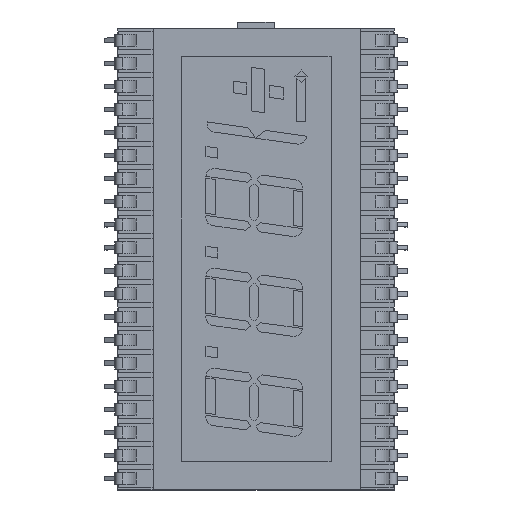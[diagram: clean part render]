
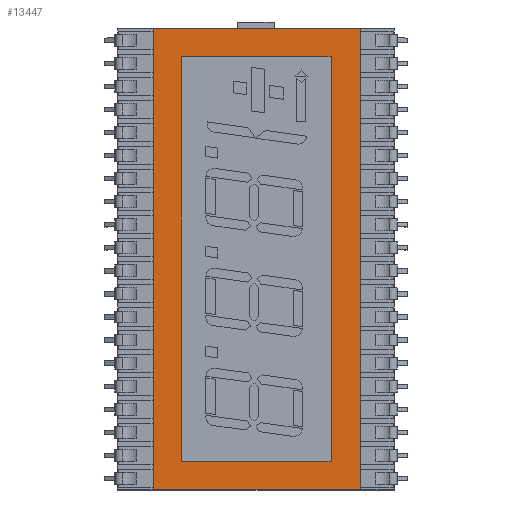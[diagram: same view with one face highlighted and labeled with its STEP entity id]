
A CAD part, top view. The second image highlights one B-rep face of the part: STEP entity #13447.
In plain terms, the highlighted planar face has unit normal (0, 0, 1).
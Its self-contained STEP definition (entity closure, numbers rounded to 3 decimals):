
#12=DIRECTION('',(0.,0.,1.));
#26=VECTOR('',#27,1.);
#27=DIRECTION('',(1.,0.,0.));
#44=DIRECTION('',(0.,1.,0.));
#54=VECTOR('',#44,1.);
#126=DIRECTION('',(-1.,0.,0.));
#214=VECTOR('',#126,1.);
#2526=VERTEX_POINT('',#2527);
#2527=CARTESIAN_POINT('',(5.17,1.27,2.5));
#2529=EDGE_CURVE('',#2526,#2530,#2532,.T.);
#2530=VERTEX_POINT('',#2531);
#2531=CARTESIAN_POINT('',(28.03,1.27,2.5));
#2532=LINE('',#2527,#26);
#12079=VERTEX_POINT('',#12080);
#12080=CARTESIAN_POINT('',(28.03,-49.53,2.5));
#12403=EDGE_CURVE('',#12079,#2530,#12404,.T.);
#12404=LINE('',#12080,#54);
#13447=ADVANCED_FACE('',(#13448,#13460),#13486,.T.);
#13448=FACE_BOUND('',#13449,.T.);
#13449=EDGE_LOOP('',(#13450,#13455,#13458,#13459));
#13450=ORIENTED_EDGE('',*,*,#13451,.F.);
#13451=EDGE_CURVE('',#13452,#2526,#13454,.T.);
#13452=VERTEX_POINT('',#13453);
#13453=CARTESIAN_POINT('',(5.17,-49.53,2.5));
#13454=LINE('',#13453,#54);
#13455=ORIENTED_EDGE('',*,*,#13456,.T.);
#13456=EDGE_CURVE('',#13452,#12079,#13457,.T.);
#13457=LINE('',#13453,#26);
#13458=ORIENTED_EDGE('',*,*,#12403,.T.);
#13459=ORIENTED_EDGE('',*,*,#2529,.F.);
#13460=FACE_BOUND('',#13461,.T.);
#13461=EDGE_LOOP('',(#13462,#13470,#13476,#13482));
#13462=ORIENTED_EDGE('',*,*,#13463,.T.);
#13463=EDGE_CURVE('',#13464,#13466,#13468,.T.);
#13464=VERTEX_POINT('',#13465);
#13465=CARTESIAN_POINT('',(24.77,-46.35,2.5));
#13466=VERTEX_POINT('',#13467);
#13467=CARTESIAN_POINT('',(8.26,-46.35,2.5));
#13468=LINE('',#13469,#214);
#13469=CARTESIAN_POINT('',(6.715,-46.35,2.5));
#13470=ORIENTED_EDGE('',*,*,#13471,.T.);
#13471=EDGE_CURVE('',#13466,#13472,#13474,.T.);
#13472=VERTEX_POINT('',#13473);
#13473=CARTESIAN_POINT('',(8.26,-1.85,2.5));
#13474=LINE('',#13475,#54);
#13475=CARTESIAN_POINT('',(8.26,-47.94,2.5));
#13476=ORIENTED_EDGE('',*,*,#13477,.F.);
#13477=EDGE_CURVE('',#13478,#13472,#13480,.T.);
#13478=VERTEX_POINT('',#13479);
#13479=CARTESIAN_POINT('',(24.77,-1.85,2.5));
#13480=LINE('',#13481,#214);
#13481=CARTESIAN_POINT('',(6.715,-1.85,2.5));
#13482=ORIENTED_EDGE('',*,*,#13483,.F.);
#13483=EDGE_CURVE('',#13464,#13478,#13484,.T.);
#13484=LINE('',#13485,#54);
#13485=CARTESIAN_POINT('',(24.77,-47.94,2.5));
#13486=PLANE('',#13487);
#13487=AXIS2_PLACEMENT_3D('',#13453,#12,#27);
